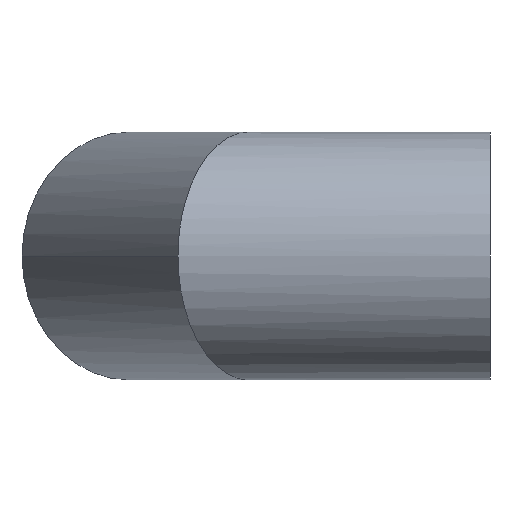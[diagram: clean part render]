
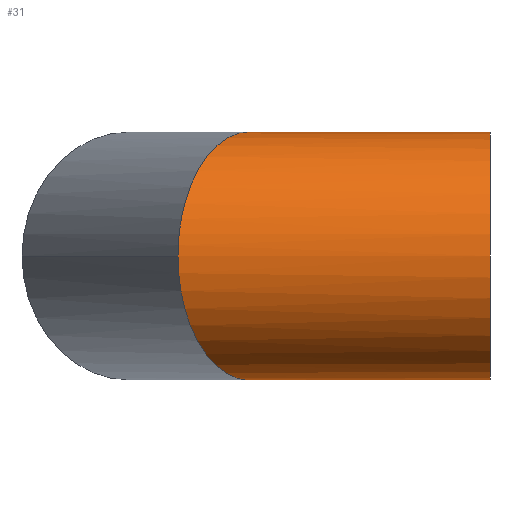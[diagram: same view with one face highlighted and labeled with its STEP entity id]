
A CAD part, left-side view. The second image highlights one B-rep face of the part: STEP entity #31.
In plain terms, the highlighted cylindrical face has radius 100 mm (diameter 200 mm), a partial arc.
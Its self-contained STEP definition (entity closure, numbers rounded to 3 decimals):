
#4 = DIRECTION ( 'NONE',  ( 0., 1., 0. ) ) ;
#8 = EDGE_CURVE ( 'NONE', #247, #336, #9, .T. ) ;
#9 =( BOUNDED_CURVE ( )  B_SPLINE_CURVE ( 3, ( #314, #51, #379, #140 ),
 .UNSPECIFIED., .F., .F. ) 
 B_SPLINE_CURVE_WITH_KNOTS ( ( 4, 4 ),
 ( 0., 1.571 ),
 .UNSPECIFIED. ) 
 CURVE ( )  GEOMETRIC_REPRESENTATION_ITEM ( )  RATIONAL_B_SPLINE_CURVE ( ( 1., 0.805, 0.805, 1. ) ) 
 REPRESENTATION_ITEM ( '' )  );
#19 = ORIENTED_EDGE ( 'NONE', *, *, #41, .T. ) ;
#24 = CARTESIAN_POINT ( 'NONE',  ( -100., 251.735, 58.579 ) ) ;
#28 = CARTESIAN_POINT ( 'NONE',  ( 0., 0., 0. ) ) ;
#31 = ADVANCED_FACE ( 'NONE', ( #108 ), #222, .T. ) ;
#41 = EDGE_CURVE ( 'NONE', #105, #247, #127, .T. ) ;
#45 = VERTEX_POINT ( 'NONE', #256 ) ;
#51 = CARTESIAN_POINT ( 'NONE',  ( -100., 251.735, -58.579 ) ) ;
#78 = VECTOR ( 'NONE', #4, 1000. ) ;
#79 = DIRECTION ( 'NONE',  ( 0., 1., 0. ) ) ;
#80 = CARTESIAN_POINT ( 'NONE',  ( -58.579, 227.82, 100. ) ) ;
#89 = LINE ( 'NONE', #215, #78 ) ;
#96 = DIRECTION ( 'NONE',  ( 0., 0., 1. ) ) ;
#105 = VERTEX_POINT ( 'NONE', #363 ) ;
#108 = FACE_OUTER_BOUND ( 'NONE', #288, .T. ) ;
#114 = CARTESIAN_POINT ( 'NONE',  ( 0., 0., -100. ) ) ;
#116 = AXIS2_PLACEMENT_3D ( 'NONE', #28, #79, #350 ) ;
#127 =( BOUNDED_CURVE ( )  B_SPLINE_CURVE ( 3, ( #289, #80, #24, #141 ),
 .UNSPECIFIED., .F., .F. ) 
 B_SPLINE_CURVE_WITH_KNOTS ( ( 4, 4 ),
 ( 4.712, 6.283 ),
 .UNSPECIFIED. ) 
 CURVE ( )  GEOMETRIC_REPRESENTATION_ITEM ( )  RATIONAL_B_SPLINE_CURVE ( ( 1., 0.805, 0.805, 1. ) ) 
 REPRESENTATION_ITEM ( '' )  );
#134 = DIRECTION ( 'NONE',  ( 0., 1., 0. ) ) ;
#138 = CARTESIAN_POINT ( 'NONE',  ( -100., 251.735, 0. ) ) ;
#140 = CARTESIAN_POINT ( 'NONE',  ( 0., 194., -100. ) ) ;
#141 = CARTESIAN_POINT ( 'NONE',  ( -100., 251.735, 0. ) ) ;
#145 = ORIENTED_EDGE ( 'NONE', *, *, #274, .T. ) ;
#159 = CARTESIAN_POINT ( 'NONE',  ( 0., 0., -100. ) ) ;
#175 = LINE ( 'NONE', #114, #290 ) ;
#191 = ORIENTED_EDGE ( 'NONE', *, *, #234, .F. ) ;
#215 = CARTESIAN_POINT ( 'NONE',  ( 0., 0., 100. ) ) ;
#216 = ORIENTED_EDGE ( 'NONE', *, *, #370, .T. ) ;
#219 = ORIENTED_EDGE ( 'NONE', *, *, #8, .T. ) ;
#220 = AXIS2_PLACEMENT_3D ( 'NONE', #353, #134, #96 ) ;
#222 = CYLINDRICAL_SURFACE ( 'NONE', #116, 100. ) ;
#234 = EDGE_CURVE ( 'NONE', #347, #336, #175, .T. ) ;
#247 = VERTEX_POINT ( 'NONE', #138 ) ;
#256 = CARTESIAN_POINT ( 'NONE',  ( 0., 0., 100. ) ) ;
#274 = EDGE_CURVE ( 'NONE', #347, #45, #304, .T. ) ;
#288 = EDGE_LOOP ( 'NONE', ( #191, #145, #216, #19, #219 ) ) ;
#289 = CARTESIAN_POINT ( 'NONE',  ( 0., 194., 100. ) ) ;
#290 = VECTOR ( 'NONE', #358, 1000. ) ;
#304 = CIRCLE ( 'NONE', #220, 100. ) ;
#314 = CARTESIAN_POINT ( 'NONE',  ( -100., 251.735, 0. ) ) ;
#336 = VERTEX_POINT ( 'NONE', #362 ) ;
#347 = VERTEX_POINT ( 'NONE', #159 ) ;
#350 = DIRECTION ( 'NONE',  ( 0., 0., 1. ) ) ;
#353 = CARTESIAN_POINT ( 'NONE',  ( 0., 0., 0. ) ) ;
#358 = DIRECTION ( 'NONE',  ( 0., 1., 0. ) ) ;
#362 = CARTESIAN_POINT ( 'NONE',  ( 0., 194., -100. ) ) ;
#363 = CARTESIAN_POINT ( 'NONE',  ( 0., 194., 100. ) ) ;
#370 = EDGE_CURVE ( 'NONE', #45, #105, #89, .T. ) ;
#379 = CARTESIAN_POINT ( 'NONE',  ( -58.579, 227.82, -100. ) ) ;
